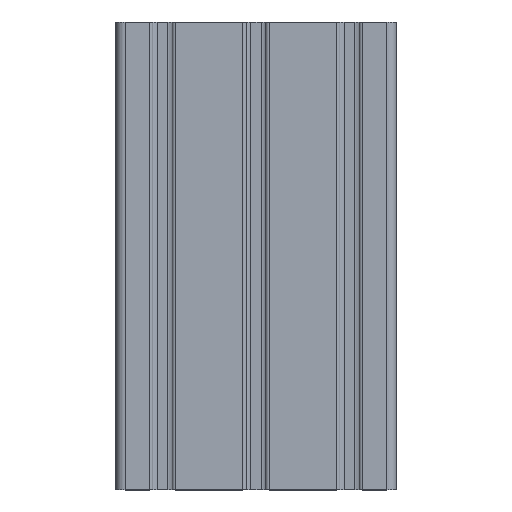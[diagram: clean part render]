
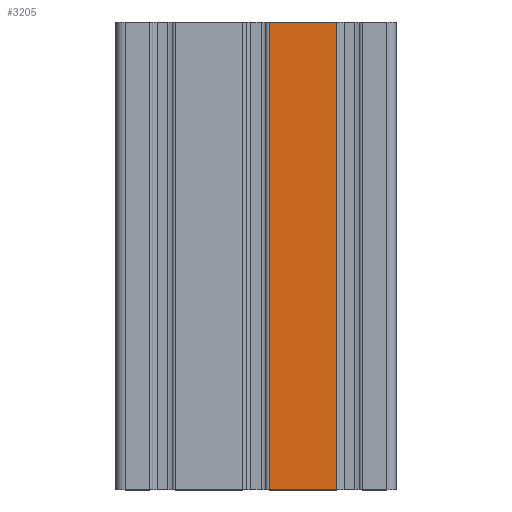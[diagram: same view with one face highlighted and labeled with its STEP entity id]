
A CAD part, top view. The second image highlights one B-rep face of the part: STEP entity #3205.
In plain terms, the highlighted planar face has unit normal (0, 0, 1).
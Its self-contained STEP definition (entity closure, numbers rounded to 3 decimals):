
#436=FACE_OUTER_BOUND('',#604,.T.);
#604=EDGE_LOOP('',(#2494,#2495,#2496,#2497));
#864=LINE('',#5305,#1152);
#865=LINE('',#5309,#1153);
#866=LINE('',#5311,#1154);
#867=LINE('',#5312,#1155);
#1152=VECTOR('',#4310,200.);
#1153=VECTOR('',#4315,28.8);
#1154=VECTOR('',#4316,200.);
#1155=VECTOR('',#4317,28.8);
#1466=VERTEX_POINT('',#5302);
#1467=VERTEX_POINT('',#5304);
#1468=VERTEX_POINT('',#5308);
#1469=VERTEX_POINT('',#5310);
#1899=EDGE_CURVE('',#1466,#1467,#864,.T.);
#1901=EDGE_CURVE('',#1466,#1468,#865,.T.);
#1902=EDGE_CURVE('',#1468,#1469,#866,.T.);
#1903=EDGE_CURVE('',#1467,#1469,#867,.T.);
#2494=ORIENTED_EDGE('',*,*,#1901,.T.);
#2495=ORIENTED_EDGE('',*,*,#1902,.T.);
#2496=ORIENTED_EDGE('',*,*,#1903,.F.);
#2497=ORIENTED_EDGE('',*,*,#1899,.F.);
#3072=PLANE('',#3506);
#3205=ADVANCED_FACE('',(#436),#3072,.T.);
#3506=AXIS2_PLACEMENT_3D('',#5307,#4313,#4314);
#4310=DIRECTION('',(0.,-1.,0.));
#4313=DIRECTION('center_axis',(0.,0.,1.));
#4314=DIRECTION('ref_axis',(1.,0.,0.));
#4315=DIRECTION('',(-1.,0.,0.));
#4316=DIRECTION('',(0.,-1.,0.));
#4317=DIRECTION('',(-1.,0.,0.));
#5302=CARTESIAN_POINT('',(34.4,200.,20.));
#5304=CARTESIAN_POINT('',(34.4,0.,20.));
#5305=CARTESIAN_POINT('',(34.4,0.,20.));
#5307=CARTESIAN_POINT('Origin',(5.6,0.,20.));
#5308=CARTESIAN_POINT('',(5.6,200.,20.));
#5309=CARTESIAN_POINT('',(2.8,200.,20.));
#5310=CARTESIAN_POINT('',(5.6,0.,20.));
#5311=CARTESIAN_POINT('',(5.6,0.,20.));
#5312=CARTESIAN_POINT('',(2.8,0.,20.));
